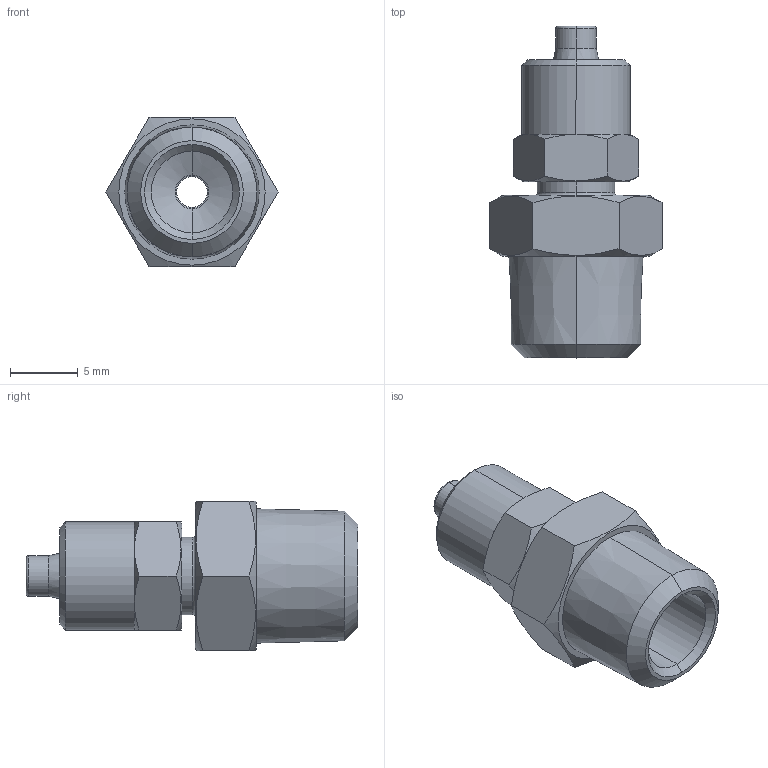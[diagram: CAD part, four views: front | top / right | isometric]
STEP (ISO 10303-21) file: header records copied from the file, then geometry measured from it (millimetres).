
FILE_DESCRIPTION (( 'STEP AP203' ), '1' );
FILE_NAME ('02019021.STEP', '2011-09-05T12:48:49', ( '' ), ( 'sopra-pneumatic' ), 'SwSTEP 2.0', 'SolidWorks 2011', '' );
FILE_SCHEMA (( 'CONFIG_CONTROL_DESIGN' ));
Length unit declared in the file: millimetre
Products named in the file (1): 02019021
Bounding box: 12.7 x 24.5 x 11 mm (x, y, z)
Volume: 1132 mm3; surface area: 1228.6 mm2
Topology: 1 solids, 1 shells, 67 faces, 148 edges, 88 vertices
Faces by surface type: cone 28, plane 19, cylinder 16, torus 4
Entity records: 2049 total; most frequent: CARTESIAN_POINT 516, DIRECTION 310, ORIENTED_EDGE 296, EDGE_CURVE 148, AXIS2_PLACEMENT_3D 130, VERTEX_POINT 88, EDGE_LOOP 74, ADVANCED_FACE 67
